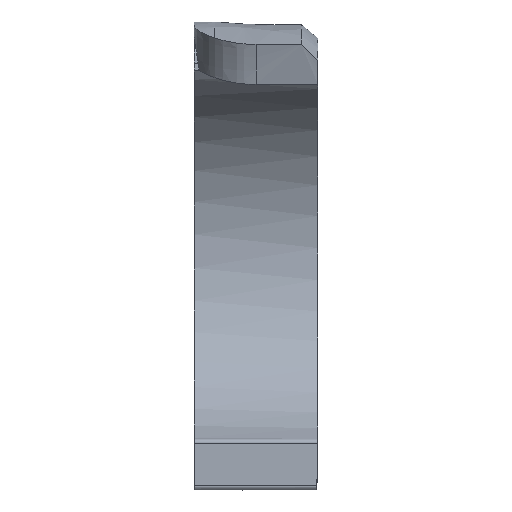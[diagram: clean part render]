
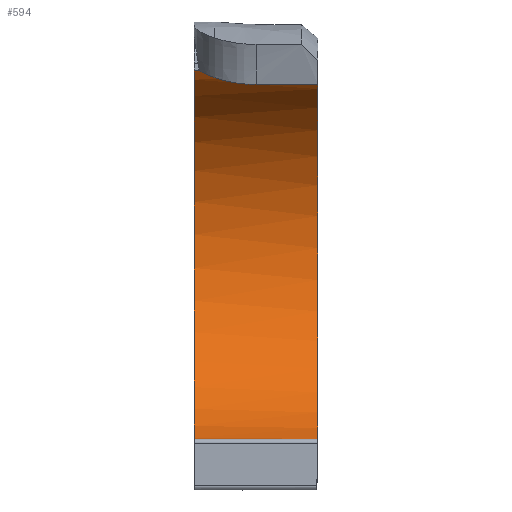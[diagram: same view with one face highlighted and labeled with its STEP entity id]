
A CAD part, front view. The second image highlights one B-rep face of the part: STEP entity #594.
In plain terms, the highlighted cylindrical face has radius 92.5 mm (diameter 185 mm), a partial arc.
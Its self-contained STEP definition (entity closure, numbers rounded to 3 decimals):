
#83=B_SPLINE_CURVE_WITH_KNOTS('',3,(#1780,#1781,#1782,#1783,#1784,#1785,
#1786,#1787,#1788,#1789),.UNSPECIFIED.,.F.,.F.,(4,2,2,2,4),(5.979,
6.895,8.066,9.242,9.541),
 .UNSPECIFIED.);
#128=FACE_OUTER_BOUND('',#167,.T.);
#167=EDGE_LOOP('',(#537,#538,#539,#540,#541,#542));
#178=LINE('',#1014,#196);
#183=LINE('',#1120,#201);
#187=LINE('',#1795,#205);
#196=VECTOR('',#704,10.);
#201=VECTOR('',#721,10.);
#205=VECTOR('',#751,10.);
#218=CIRCLE('',#635,92.5);
#226=CIRCLE('',#649,92.5);
#249=VERTEX_POINT('',#1011);
#250=VERTEX_POINT('',#1013);
#253=VERTEX_POINT('',#1030);
#257=VERTEX_POINT('',#1117);
#258=VERTEX_POINT('',#1119);
#286=VERTEX_POINT('',#1779);
#315=EDGE_CURVE('',#249,#250,#178,.T.);
#321=EDGE_CURVE('',#253,#249,#218,.T.);
#327=EDGE_CURVE('',#257,#258,#183,.T.);
#370=EDGE_CURVE('',#258,#286,#83,.T.);
#373=EDGE_CURVE('',#257,#250,#226,.T.);
#374=EDGE_CURVE('',#253,#286,#187,.T.);
#537=ORIENTED_EDGE('',*,*,#315,.F.);
#538=ORIENTED_EDGE('',*,*,#321,.F.);
#539=ORIENTED_EDGE('',*,*,#374,.T.);
#540=ORIENTED_EDGE('',*,*,#370,.F.);
#541=ORIENTED_EDGE('',*,*,#327,.F.);
#542=ORIENTED_EDGE('',*,*,#373,.T.);
#560=CYLINDRICAL_SURFACE('',#650,92.5);
#594=ADVANCED_FACE('',(#128),#560,.F.);
#635=AXIS2_PLACEMENT_3D('',#1032,#713,#714);
#649=AXIS2_PLACEMENT_3D('',#1793,#747,#748);
#650=AXIS2_PLACEMENT_3D('',#1794,#749,#750);
#704=DIRECTION('',(-1.,0.,0.));
#713=DIRECTION('center_axis',(-1.,0.,0.));
#714=DIRECTION('ref_axis',(0.,0.,-1.));
#721=DIRECTION('',(1.,0.,0.));
#747=DIRECTION('center_axis',(-1.,0.,0.));
#748=DIRECTION('ref_axis',(0.,0.,-1.));
#749=DIRECTION('center_axis',(-1.,0.,0.));
#750=DIRECTION('ref_axis',(0.,0.993,0.115));
#751=DIRECTION('',(-1.,0.,0.));
#1011=CARTESIAN_POINT('',(200.,-22.763,-89.656));
#1013=CARTESIAN_POINT('',(140.,-22.763,-89.656));
#1014=CARTESIAN_POINT('',(200.,-22.763,-89.656));
#1030=CARTESIAN_POINT('',(200.,-42.67,82.07));
#1032=CARTESIAN_POINT('Origin',(200.,0.,0.));
#1117=CARTESIAN_POINT('',(140.,-25.255,88.986));
#1119=CARTESIAN_POINT('',(142.256,-25.255,88.986));
#1120=CARTESIAN_POINT('',(200.,-25.255,88.986));
#1779=CARTESIAN_POINT('',(170.,-42.67,82.07));
#1780=CARTESIAN_POINT('Ctrl Pts',(142.256,-25.255,88.986));
#1781=CARTESIAN_POINT('Ctrl Pts',(143.413,-27.961,88.218));
#1782=CARTESIAN_POINT('Ctrl Pts',(144.991,-30.448,87.377));
#1783=CARTESIAN_POINT('Ctrl Pts',(149.422,-35.463,85.485));
#1784=CARTESIAN_POINT('Ctrl Pts',(152.468,-37.759,84.463));
#1785=CARTESIAN_POINT('Ctrl Pts',(159.345,-41.133,82.872));
#1786=CARTESIAN_POINT('Ctrl Pts',(163.119,-42.179,82.325));
#1787=CARTESIAN_POINT('Ctrl Pts',(168.013,-42.625,82.094));
#1788=CARTESIAN_POINT('Ctrl Pts',(169.007,-42.67,82.07));
#1789=CARTESIAN_POINT('Ctrl Pts',(170.,-42.67,82.07));
#1793=CARTESIAN_POINT('Origin',(140.,0.,0.));
#1794=CARTESIAN_POINT('Origin',(200.,0.,0.));
#1795=CARTESIAN_POINT('',(200.,-42.67,82.07));
